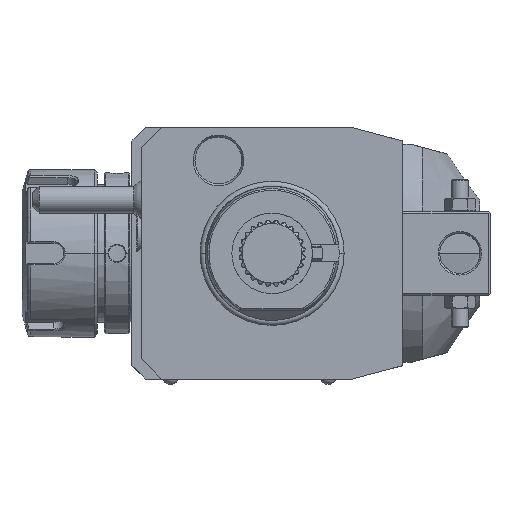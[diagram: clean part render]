
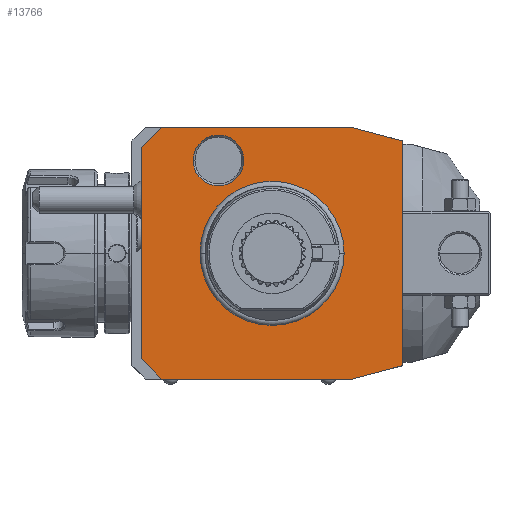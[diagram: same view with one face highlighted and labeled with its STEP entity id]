
A CAD part, front view. The second image highlights one B-rep face of the part: STEP entity #13766.
In plain terms, the highlighted planar face has unit normal (0, -1, 0).
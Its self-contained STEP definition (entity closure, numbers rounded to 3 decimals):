
#1=DIRECTION('',(-0.966,0.,0.259));
#2=VECTOR('',#1,15.529);
#3=CARTESIAN_POINT('',(39.,0.,33.481));
#4=LINE('',#3,#2);
#5=DIRECTION('',(0.,0.,1.));
#6=VECTOR('',#5,66.962);
#7=CARTESIAN_POINT('',(39.,0.,-33.481));
#8=LINE('',#7,#6);
#9=DIRECTION('',(0.966,0.,0.259));
#10=VECTOR('',#9,15.529);
#11=CARTESIAN_POINT('',(24.,0.,-37.5));
#12=LINE('',#11,#10);
#13=DIRECTION('',(1.,0.,0.));
#14=VECTOR('',#13,57.);
#15=CARTESIAN_POINT('',(-33.,0.,-37.5));
#16=LINE('',#15,#14);
#17=DIRECTION('',(0.707,0.,-0.707));
#18=VECTOR('',#17,8.485);
#19=CARTESIAN_POINT('',(-39.,0.,-31.5));
#20=LINE('',#19,#18);
#21=DIRECTION('',(0.,0.,-1.));
#22=VECTOR('',#21,63.);
#23=CARTESIAN_POINT('',(-39.,0.,31.5));
#24=LINE('',#23,#22);
#25=DIRECTION('',(-0.707,0.,-0.707));
#26=VECTOR('',#25,8.485);
#27=CARTESIAN_POINT('',(-33.,0.,37.5));
#28=LINE('',#27,#26);
#29=DIRECTION('',(-1.,0.,0.));
#30=VECTOR('',#29,57.);
#31=CARTESIAN_POINT('',(24.,0.,37.5));
#32=LINE('',#31,#30);
#33=CARTESIAN_POINT('',(-16.,0.,27.713));
#34=DIRECTION('',(0.,1.,0.));
#35=DIRECTION('',(1.,0.,0.));
#36=AXIS2_PLACEMENT_3D('',#33,#34,#35);
#38=CARTESIAN_POINT('',(-16.,0.,27.713));
#39=DIRECTION('',(0.,1.,0.));
#40=DIRECTION('',(-1.,0.,0.));
#41=AXIS2_PLACEMENT_3D('',#38,#39,#40);
#7514=CARTESIAN_POINT('',(0.,0.,0.));
#7515=DIRECTION('',(0.,1.,0.));
#7516=DIRECTION('',(-1.,0.,0.));
#7517=AXIS2_PLACEMENT_3D('',#7514,#7515,#7516);
#7519=CARTESIAN_POINT('',(0.,0.,0.));
#7520=DIRECTION('',(0.,1.,0.));
#7521=DIRECTION('',(1.,0.,0.));
#7522=AXIS2_PLACEMENT_3D('',#7519,#7520,#7521);
#12429=CARTESIAN_POINT('',(-8.423,0.,27.713));
#12430=CARTESIAN_POINT('',(-23.577,0.,27.713));
#12431=VERTEX_POINT('',#12429);
#12432=VERTEX_POINT('',#12430);
#13347=CARTESIAN_POINT('',(39.,0.,33.481));
#13348=CARTESIAN_POINT('',(24.,0.,37.5));
#13349=VERTEX_POINT('',#13347);
#13350=VERTEX_POINT('',#13348);
#13351=CARTESIAN_POINT('',(-33.,0.,37.5));
#13352=VERTEX_POINT('',#13351);
#13353=CARTESIAN_POINT('',(-39.,0.,31.5));
#13354=VERTEX_POINT('',#13353);
#13355=CARTESIAN_POINT('',(-39.,0.,-31.5));
#13356=VERTEX_POINT('',#13355);
#13357=CARTESIAN_POINT('',(-33.,0.,-37.5));
#13358=VERTEX_POINT('',#13357);
#13359=CARTESIAN_POINT('',(24.,0.,-37.5));
#13360=VERTEX_POINT('',#13359);
#13361=CARTESIAN_POINT('',(39.,0.,-33.481));
#13362=VERTEX_POINT('',#13361);
#13621=CARTESIAN_POINT('',(-21.137,0.,0.));
#13622=CARTESIAN_POINT('',(21.137,0.,0.));
#13623=VERTEX_POINT('',#13621);
#13624=VERTEX_POINT('',#13622);
#13731=CARTESIAN_POINT('',(0.,0.,0.));
#13732=DIRECTION('',(0.,-1.,0.));
#13733=DIRECTION('',(-1.,0.,0.));
#13734=AXIS2_PLACEMENT_3D('',#13731,#13732,#13733);
#13735=PLANE('',#13734);
#13737=ORIENTED_EDGE('',*,*,#13736,.F.);
#13739=ORIENTED_EDGE('',*,*,#13738,.F.);
#13741=ORIENTED_EDGE('',*,*,#13740,.F.);
#13743=ORIENTED_EDGE('',*,*,#13742,.F.);
#13745=ORIENTED_EDGE('',*,*,#13744,.F.);
#13747=ORIENTED_EDGE('',*,*,#13746,.F.);
#13749=ORIENTED_EDGE('',*,*,#13748,.F.);
#13751=ORIENTED_EDGE('',*,*,#13750,.F.);
#13752=EDGE_LOOP('',(#13737,#13739,#13741,#13743,#13745,#13747,#13749,#13751));
#13753=FACE_OUTER_BOUND('',#13752,.F.);
#13755=ORIENTED_EDGE('',*,*,#13754,.F.);
#13757=ORIENTED_EDGE('',*,*,#13756,.F.);
#13758=EDGE_LOOP('',(#13755,#13757));
#13759=FACE_BOUND('',#13758,.F.);
#13761=ORIENTED_EDGE('',*,*,#13760,.F.);
#13763=ORIENTED_EDGE('',*,*,#13762,.F.);
#13764=EDGE_LOOP('',(#13761,#13763));
#13765=FACE_BOUND('',#13764,.F.);
#37=CIRCLE('',#36,7.577);
#42=CIRCLE('',#41,7.577);
#7518=CIRCLE('',#7517,21.137);
#7523=CIRCLE('',#7522,21.137);
#13736=EDGE_CURVE('',#13349,#13350,#4,.T.);
#13738=EDGE_CURVE('',#13362,#13349,#8,.T.);
#13740=EDGE_CURVE('',#13360,#13362,#12,.T.);
#13742=EDGE_CURVE('',#13358,#13360,#16,.T.);
#13744=EDGE_CURVE('',#13356,#13358,#20,.T.);
#13746=EDGE_CURVE('',#13354,#13356,#24,.T.);
#13748=EDGE_CURVE('',#13352,#13354,#28,.T.);
#13750=EDGE_CURVE('',#13350,#13352,#32,.T.);
#13754=EDGE_CURVE('',#13623,#13624,#7518,.T.);
#13756=EDGE_CURVE('',#13624,#13623,#7523,.T.);
#13760=EDGE_CURVE('',#12431,#12432,#37,.T.);
#13762=EDGE_CURVE('',#12432,#12431,#42,.T.);
#13766=ADVANCED_FACE('',(#13753,#13759,#13765),#13735,.T.);
